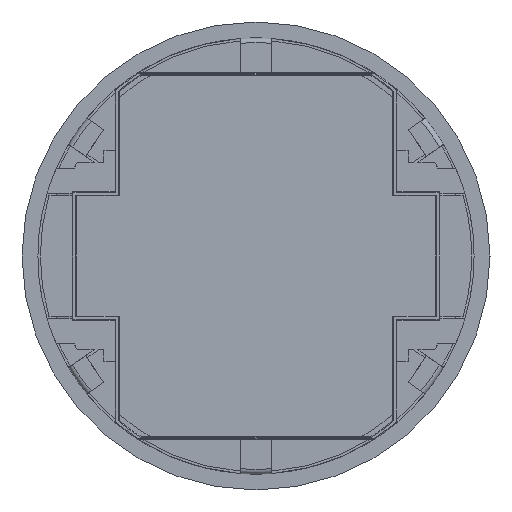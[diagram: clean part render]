
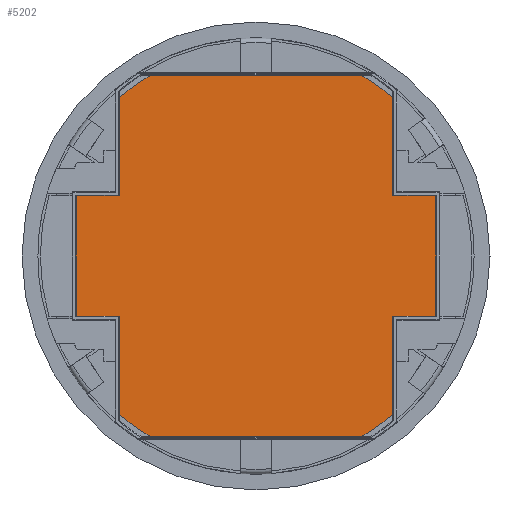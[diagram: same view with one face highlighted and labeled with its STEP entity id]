
A CAD part, front view. The second image highlights one B-rep face of the part: STEP entity #5202.
In plain terms, the highlighted planar face has unit normal (0, -1, 0).
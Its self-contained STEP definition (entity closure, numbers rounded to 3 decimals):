
#58 = CARTESIAN_POINT ( 'NONE',  ( 0., 0., 0. ) ) ;
#96 = CARTESIAN_POINT ( 'NONE',  ( 0., 0., 0. ) ) ;
#255 = DIRECTION ( 'NONE',  ( 0., 0., 1. ) ) ;
#623 = CARTESIAN_POINT ( 'NONE',  ( 0., 0., 0. ) ) ;
#1137 = CIRCLE ( 'NONE', #2739, 133. ) ;
#1156 = CIRCLE ( 'NONE', #4489, 133. ) ;
#1828 = EDGE_CURVE ( 'NONE', #3242, #7169, #1137, .T. ) ;
#1975 = PLANE ( 'NONE',  #3289 ) ;
#2463 = DIRECTION ( 'NONE',  ( 0., 0., 1. ) ) ;
#2739 = AXIS2_PLACEMENT_3D ( 'NONE', #623, #5013, #2463 ) ;
#3242 = VERTEX_POINT ( 'NONE', #5332 ) ;
#3289 = AXIS2_PLACEMENT_3D ( 'NONE', #58, #4651, #7183 ) ;
#3467 = DIRECTION ( 'NONE',  ( 0., 1., 0. ) ) ;
#3959 = EDGE_CURVE ( 'NONE', #7169, #3242, #1156, .T. ) ;
#4489 = AXIS2_PLACEMENT_3D ( 'NONE', #96, #3467, #255 ) ;
#4651 = DIRECTION ( 'NONE',  ( 0., 1., 0. ) ) ;
#4770 = CARTESIAN_POINT ( 'NONE',  ( 0., 0., 133. ) ) ;
#4923 = ORIENTED_EDGE ( 'NONE', *, *, #1828, .F. ) ;
#5013 = DIRECTION ( 'NONE',  ( 0., 1., 0. ) ) ;
#5202 = ADVANCED_FACE ( 'NONE', ( #7065 ), #1975, .F. ) ;
#5278 = ORIENTED_EDGE ( 'NONE', *, *, #3959, .F. ) ;
#5332 = CARTESIAN_POINT ( 'NONE',  ( 0., 0., -133. ) ) ;
#6513 = EDGE_LOOP ( 'NONE', ( #4923, #5278 ) ) ;
#7065 = FACE_OUTER_BOUND ( 'NONE', #6513, .T. ) ;
#7169 = VERTEX_POINT ( 'NONE', #4770 ) ;
#7183 = DIRECTION ( 'NONE',  ( 0., 0., 1. ) ) ;
